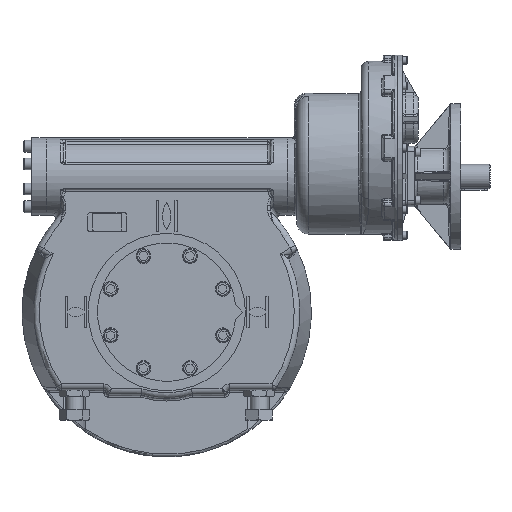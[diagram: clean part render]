
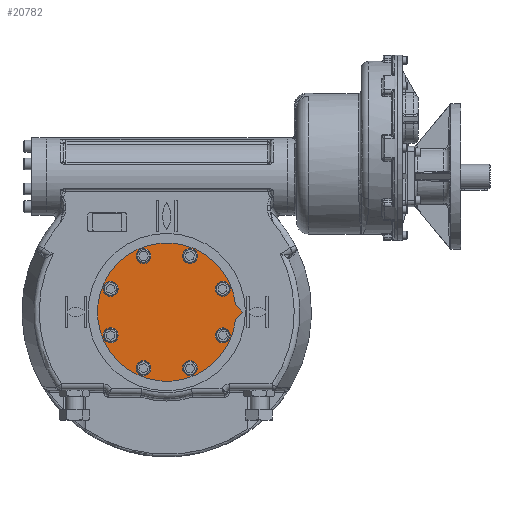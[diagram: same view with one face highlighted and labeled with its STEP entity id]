
A CAD part, top view. The second image highlights one B-rep face of the part: STEP entity #20782.
In plain terms, the highlighted planar face has unit normal (0, 0, 1).
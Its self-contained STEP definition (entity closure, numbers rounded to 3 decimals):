
#1366=LINE('',#54791,#2546);
#1369=LINE('',#54797,#2549);
#2546=VECTOR('',#27965,1000.);
#2549=VECTOR('',#27970,1000.);
#3115=PLANE('',#22906);
#9226=ORIENTED_EDGE('',*,*,#12198,.T.);
#9227=ORIENTED_EDGE('',*,*,#12199,.T.);
#9228=ORIENTED_EDGE('',*,*,#12200,.T.);
#9229=ORIENTED_EDGE('',*,*,#12201,.T.);
#9230=ORIENTED_EDGE('',*,*,#12202,.T.);
#9231=ORIENTED_EDGE('',*,*,#12203,.T.);
#9232=ORIENTED_EDGE('',*,*,#12204,.T.);
#9233=ORIENTED_EDGE('',*,*,#12205,.T.);
#9234=ORIENTED_EDGE('',*,*,#12183,.F.);
#9235=ORIENTED_EDGE('',*,*,#12189,.F.);
#9236=ORIENTED_EDGE('',*,*,#12186,.F.);
#12183=EDGE_CURVE('',#14155,#14156,#1366,.T.);
#12186=EDGE_CURVE('',#14156,#14158,#1369,.T.);
#12189=EDGE_CURVE('',#14158,#14155,#15129,.T.);
#12198=EDGE_CURVE('',#14167,#14167,#15138,.T.);
#12199=EDGE_CURVE('',#14168,#14168,#15139,.T.);
#12200=EDGE_CURVE('',#14169,#14169,#15140,.T.);
#12201=EDGE_CURVE('',#14170,#14170,#15141,.T.);
#12202=EDGE_CURVE('',#14171,#14171,#15142,.T.);
#12203=EDGE_CURVE('',#14172,#14172,#15143,.T.);
#12204=EDGE_CURVE('',#14173,#14173,#15144,.T.);
#12205=EDGE_CURVE('',#14174,#14174,#15145,.T.);
#14155=VERTEX_POINT('',#54790);
#14156=VERTEX_POINT('',#54792);
#14158=VERTEX_POINT('',#54798);
#14167=VERTEX_POINT('',#54822);
#14168=VERTEX_POINT('',#54824);
#14169=VERTEX_POINT('',#54826);
#14170=VERTEX_POINT('',#54828);
#14171=VERTEX_POINT('',#54830);
#14172=VERTEX_POINT('',#54832);
#14173=VERTEX_POINT('',#54834);
#14174=VERTEX_POINT('',#54836);
#15129=CIRCLE('',#22896,142.5);
#15138=CIRCLE('',#22907,10.5);
#15139=CIRCLE('',#22908,10.5);
#15140=CIRCLE('',#22909,10.5);
#15141=CIRCLE('',#22910,10.5);
#15142=CIRCLE('',#22911,10.5);
#15143=CIRCLE('',#22912,10.5);
#15144=CIRCLE('',#22913,10.5);
#15145=CIRCLE('',#22914,10.5);
#16565=EDGE_LOOP('',(#9226));
#16566=EDGE_LOOP('',(#9227));
#16567=EDGE_LOOP('',(#9228));
#16568=EDGE_LOOP('',(#9229));
#16569=EDGE_LOOP('',(#9230));
#16570=EDGE_LOOP('',(#9231));
#16571=EDGE_LOOP('',(#9232));
#16572=EDGE_LOOP('',(#9233));
#16573=EDGE_LOOP('',(#9234,#9235,#9236));
#18024=FACE_BOUND('',#16565,.T.);
#18025=FACE_BOUND('',#16566,.T.);
#18026=FACE_BOUND('',#16567,.T.);
#18027=FACE_BOUND('',#16568,.T.);
#18028=FACE_BOUND('',#16569,.T.);
#18029=FACE_BOUND('',#16570,.T.);
#18030=FACE_BOUND('',#16571,.T.);
#18031=FACE_BOUND('',#16572,.T.);
#18032=FACE_BOUND('',#16573,.T.);
#20782=ADVANCED_FACE('',(#18024,#18025,#18026,#18027,#18028,#18029,#18030,
#18031,#18032),#3115,.F.);
#22896=AXIS2_PLACEMENT_3D('',#54802,#27976,#27977);
#22906=AXIS2_PLACEMENT_3D('',#54820,#27996,#27997);
#22907=AXIS2_PLACEMENT_3D('',#54821,#27998,#27999);
#22908=AXIS2_PLACEMENT_3D('',#54823,#28000,#28001);
#22909=AXIS2_PLACEMENT_3D('',#54825,#28002,#28003);
#22910=AXIS2_PLACEMENT_3D('',#54827,#28004,#28005);
#22911=AXIS2_PLACEMENT_3D('',#54829,#28006,#28007);
#22912=AXIS2_PLACEMENT_3D('',#54831,#28008,#28009);
#22913=AXIS2_PLACEMENT_3D('',#54833,#28010,#28011);
#22914=AXIS2_PLACEMENT_3D('',#54835,#28012,#28013);
#27965=DIRECTION('',(0.707,-0.707,0.));
#27970=DIRECTION('',(-0.707,-0.707,0.));
#27976=DIRECTION('',(0.,0.,-1.));
#27977=DIRECTION('',(1.,0.,0.));
#27996=DIRECTION('',(0.,0.,-1.));
#27997=DIRECTION('',(1.,0.,0.));
#27998=DIRECTION('',(0.,0.,-1.));
#27999=DIRECTION('',(0.707,0.707,0.));
#28000=DIRECTION('',(0.,0.,-1.));
#28001=DIRECTION('',(0.,1.,0.));
#28002=DIRECTION('',(0.,0.,-1.));
#28003=DIRECTION('',(-0.707,0.707,0.));
#28004=DIRECTION('',(0.,0.,-1.));
#28005=DIRECTION('',(-1.,0.,0.));
#28006=DIRECTION('',(0.,0.,-1.));
#28007=DIRECTION('',(-0.707,-0.707,0.));
#28008=DIRECTION('',(0.,0.,-1.));
#28009=DIRECTION('',(0.,-1.,0.));
#28010=DIRECTION('',(0.,0.,-1.));
#28011=DIRECTION('',(0.707,-0.707,0.));
#28012=DIRECTION('',(0.,0.,-1.));
#28013=DIRECTION('',(1.,0.,0.));
#54790=CARTESIAN_POINT('',(141.673,15.327,78.));
#54791=CARTESIAN_POINT('',(157.,0.,78.));
#54792=CARTESIAN_POINT('',(157.,0.,78.));
#54797=CARTESIAN_POINT('',(157.,0.,78.));
#54798=CARTESIAN_POINT('',(141.673,-15.327,78.));
#54802=CARTESIAN_POINT('',(0.,0.,78.));
#54820=CARTESIAN_POINT('',(0.,0.,78.));
#54821=CARTESIAN_POINT('',(47.835,115.485,78.));
#54822=CARTESIAN_POINT('',(55.26,122.91,78.));
#54823=CARTESIAN_POINT('',(-47.835,115.485,78.));
#54824=CARTESIAN_POINT('',(-47.835,125.985,78.));
#54825=CARTESIAN_POINT('',(-115.485,47.835,78.));
#54826=CARTESIAN_POINT('',(-122.91,55.26,78.));
#54827=CARTESIAN_POINT('',(-115.485,-47.835,78.));
#54828=CARTESIAN_POINT('',(-125.985,-47.835,78.));
#54829=CARTESIAN_POINT('',(-47.835,-115.485,78.));
#54830=CARTESIAN_POINT('',(-55.26,-122.91,78.));
#54831=CARTESIAN_POINT('',(47.835,-115.485,78.));
#54832=CARTESIAN_POINT('',(47.835,-125.985,78.));
#54833=CARTESIAN_POINT('',(115.485,-47.835,78.));
#54834=CARTESIAN_POINT('',(122.91,-55.26,78.));
#54835=CARTESIAN_POINT('',(115.485,47.835,78.));
#54836=CARTESIAN_POINT('',(125.985,47.835,78.));
